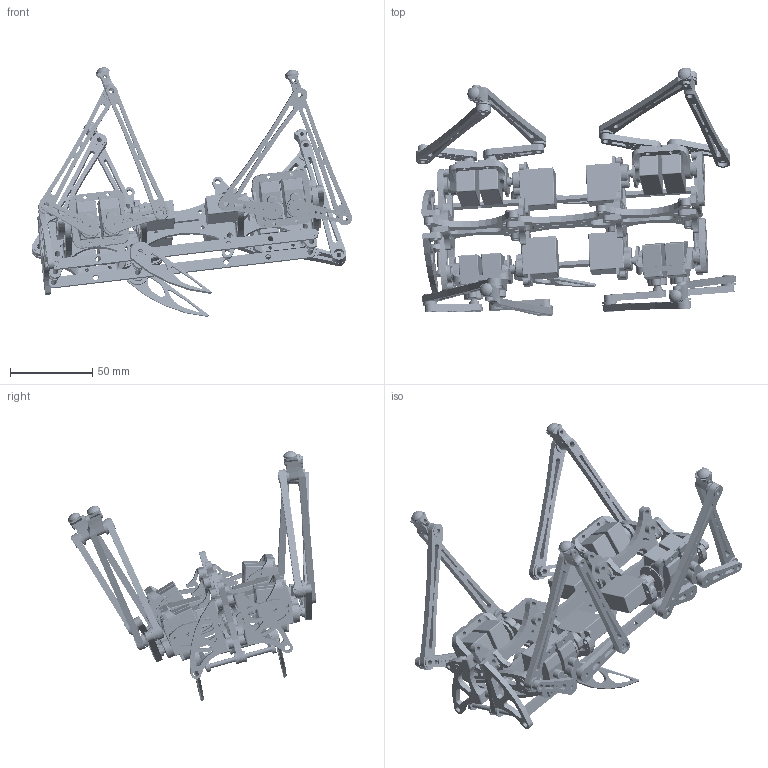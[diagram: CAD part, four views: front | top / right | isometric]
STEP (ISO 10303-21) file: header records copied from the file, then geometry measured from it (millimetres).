
FILE_DESCRIPTION(/* description */ (''),/* implementation_level */ '2;1');
FILE_NAME(/* name */ '总体组装.stp',/* time_stamp */ '2020-10-19T16:03:50+08:00',/* author */ ('Apple'),/* organization */ (''),/* preprocessor_version */ 'ST-DEVELOPER v18',/* originating_system */ 'Autodesk Inventor 2020',/* authorisation */ '');
FILE_SCHEMA (('AUTOMOTIVE_DESIGN { 1 0 10303 214 3 1 1 }'));
Length unit declared in the file: millimetre
Products named in the file (25): 算长度; 左后总成; 大臂舵机架; 左后总成_1; 一条腿; scs009舵臂; Sbi 短臂; 舵机架; scs009舵盘; scs009; 大臂轴承架; 大臂舵机架_1; LA 长臂A; LB2 长臂B; 桥臂联; 8mm缓冲垫; 支龙骨; 长载荷架; 耳; 梅花垫圈; 耳_1; M3 法兰 3x6x2.5; M3 长螺杆; 大臂舵机架_2; 大臂舵机架_3
Assembly tree (127 placements, depth 3):
  算长度
    scs009  x3
    scs009舵臂  x2
    Sbi 短臂  x2
    桥臂联
    LA 长臂A
    LB2 长臂B
    梅花垫圈  x6
    M3 法兰 3x6x2.5  x10
    舵机架
    scs009舵盘
    8mm缓冲垫
    大臂舵机架  x2
    大臂轴承架
    左后总成
      舵机架
      LA 长臂A
      LB2 长臂B
      Sbi 短臂  x2
      scs009  x3
      scs009舵臂  x2
      M3 法兰 3x6x2.5  x7
      梅花垫圈  x4
      8mm缓冲垫
      桥臂联
      scs009舵盘
      大臂舵机架  x2
      大臂轴承架
    左后总成_1
      舵机架
      Sbi 短臂  x2
      scs009  x3
      scs009舵臂  x2
      M3 法兰 3x6x2.5  x7
      梅花垫圈  x4
      8mm缓冲垫
      桥臂联
      scs009舵盘
      大臂轴承架
      大臂舵机架_1  x2
      LB2 长臂B
      LA 长臂A
    一条腿
      scs009  x3
      scs009舵臂  x2
      Sbi 短臂  x2
      梅花垫圈  x4
      舵机架
      scs009舵盘
      大臂轴承架
      M3 法兰 3x6x2.5  x8
      大臂舵机架_1  x2
      LA 长臂A
      LB2 长臂B
      桥臂联
      8mm缓冲垫
    支龙骨
    长载荷架  x2
    M3 长螺杆  x3
    耳
Bounding box: 194.75 x 150.98 x 151.83 mm (x, y, z)
Volume: 154321.2 mm3; surface area: 124749.6 mm2
Topology: 124 solids, 124 shells, 2948 faces, 7808 edges, 5126 vertices
Faces by surface type: cylinder 1783, plane 921, sphere 100, bspline 64, torus 52, cone 28
Full cylindrical faces by diameter (mm): 1 x48, 1.2 x8, 2 x32, 2.4 x68, 3 x27, 3.05 x32, 3.3 x4, 3.4 x64, 3.7 x4, 3.9 x20, 4.35 x16, 5.7 x4, 5.8 x8, 5.9 x8, 5.96 x32, 6.4 x18, 7 x6, 7.15 x32, 8 x4, 9 x18, 11 x4, 13 x2, 17.8 x4
Entity records: 27426 total; most frequent: CARTESIAN_POINT 5616, DIRECTION 4751, ORIENTED_EDGE 4120, EDGE_CURVE 2060, AXIS2_PLACEMENT_3D 1941, VERTEX_POINT 1382, CIRCLE 1064, EDGE_LOOP 966
